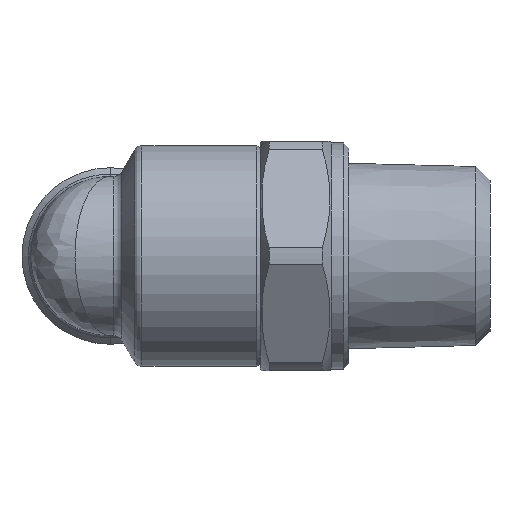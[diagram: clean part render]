
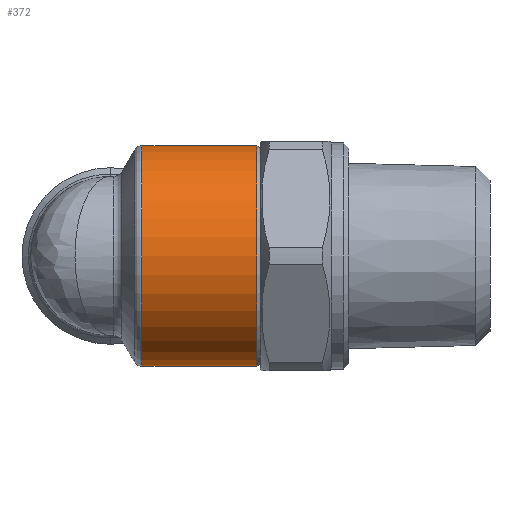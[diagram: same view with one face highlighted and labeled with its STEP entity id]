
A CAD part, left-side view. The second image highlights one B-rep face of the part: STEP entity #372.
In plain terms, the highlighted cylindrical face has radius 6.25 mm (diameter 12.5 mm), a partial arc.
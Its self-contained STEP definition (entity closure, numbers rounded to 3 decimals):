
#305 = EDGE_CURVE ( 'NONE', #919, #916, #1238, .T. ) ;
#365 = ORIENTED_EDGE ( 'NONE', *, *, #366, .T. ) ;
#366 = EDGE_CURVE ( 'NONE', #865, #919, #1560, .T. ) ;
#367 = ORIENTED_EDGE ( 'NONE', *, *, #305, .T. ) ;
#372 = ADVANCED_FACE ( 'NONE', ( #1565 ), #1529, .T. ) ;
#374 = EDGE_LOOP ( 'NONE', ( #375, #365, #367, #422 ) ) ;
#375 = ORIENTED_EDGE ( 'NONE', *, *, #885, .F. ) ;
#422 = ORIENTED_EDGE ( 'NONE', *, *, #835, .T. ) ;
#835 = EDGE_CURVE ( 'NONE', #916, #871, #3302, .T. ) ;
#865 = VERTEX_POINT ( 'NONE', #3420 ) ;
#871 = VERTEX_POINT ( 'NONE', #3397 ) ;
#885 = EDGE_CURVE ( 'NONE', #865, #871, #3407, .T. ) ;
#916 = VERTEX_POINT ( 'NONE', #3489 ) ;
#919 = VERTEX_POINT ( 'NONE', #3521 ) ;
#1238 = LINE ( 'NONE', #1317, #1308 ) ;
#1307 = DIRECTION ( 'NONE',  ( 0., 1., 0. ) ) ;
#1308 = VECTOR ( 'NONE', #1307, 1000. ) ;
#1317 = CARTESIAN_POINT ( 'NONE',  ( 0., 5.805, 6.25 ) ) ;
#1528 = AXIS2_PLACEMENT_3D ( 'NONE', #1568, #1567, #1566 ) ;
#1529 = CYLINDRICAL_SURFACE ( 'NONE', #1528, 6.25 ) ;
#1536 = CARTESIAN_POINT ( 'NONE',  ( 0., -8.3, 0. ) ) ;
#1545 = DIRECTION ( 'NONE',  ( 0., 0., 1. ) ) ;
#1560 = CIRCLE ( 'NONE', #1573, 6.25 ) ;
#1565 = FACE_OUTER_BOUND ( 'NONE', #374, .T. ) ;
#1566 = DIRECTION ( 'NONE',  ( 0., 0., 1. ) ) ;
#1567 = DIRECTION ( 'NONE',  ( 0., 1., 0. ) ) ;
#1568 = CARTESIAN_POINT ( 'NONE',  ( 0., 5.805, 0. ) ) ;
#1573 = AXIS2_PLACEMENT_3D ( 'NONE', #1536, #1574, #1545 ) ;
#1574 = DIRECTION ( 'NONE',  ( 0., 1., 0. ) ) ;
#3299 = DIRECTION ( 'NONE',  ( 0., 0., -1. ) ) ;
#3300 = DIRECTION ( 'NONE',  ( 0., -1., 0. ) ) ;
#3301 = AXIS2_PLACEMENT_3D ( 'NONE', #3306, #3300, #3299 ) ;
#3302 = CIRCLE ( 'NONE', #3301, 6.25 ) ;
#3306 = CARTESIAN_POINT ( 'NONE',  ( 0., -1.789, 0. ) ) ;
#3392 = CARTESIAN_POINT ( 'NONE',  ( 0., 5.805, -6.25 ) ) ;
#3397 = CARTESIAN_POINT ( 'NONE',  ( 0., -1.789, -6.25 ) ) ;
#3407 = LINE ( 'NONE', #3392, #3455 ) ;
#3420 = CARTESIAN_POINT ( 'NONE',  ( 0., -8.3, -6.25 ) ) ;
#3454 = DIRECTION ( 'NONE',  ( 0., 1., 0. ) ) ;
#3455 = VECTOR ( 'NONE', #3454, 1000. ) ;
#3489 = CARTESIAN_POINT ( 'NONE',  ( 0., -1.789, 6.25 ) ) ;
#3521 = CARTESIAN_POINT ( 'NONE',  ( 0., -8.3, 6.25 ) ) ;
